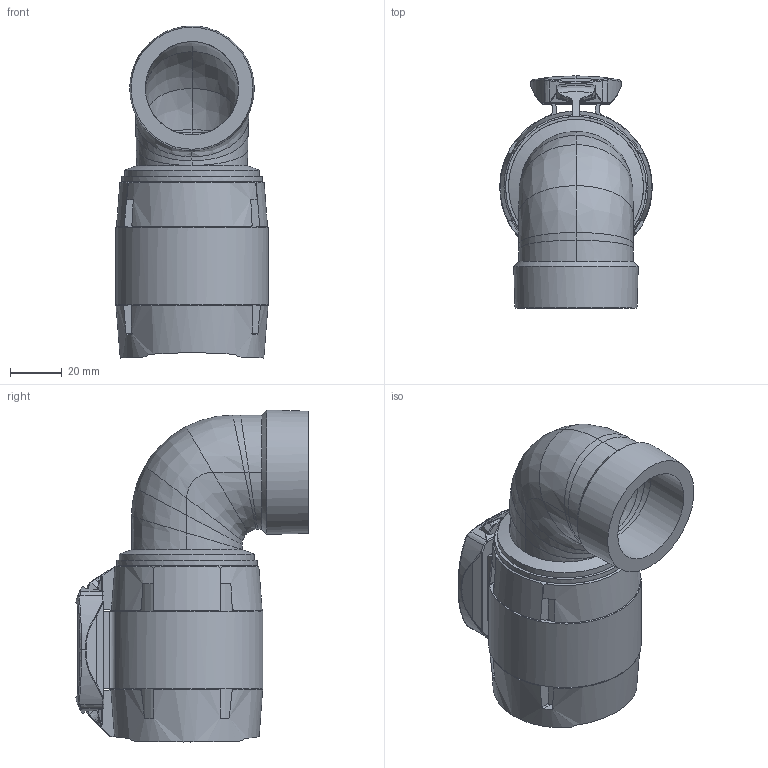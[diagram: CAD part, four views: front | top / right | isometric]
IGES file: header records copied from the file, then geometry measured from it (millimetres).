
Global section: file name: 620505; native system: Autodesk Inventor 2023; preprocessor: unknown; author: JANAN; date: 20250930.152835; units: millimetre
Bounding box: 58.8 x 89.6 x 127.99 mm (x, y, z)
Volume: 129590.6 mm3; surface area: 80018.2 mm2
Topology: 4 solids, 4 shells, 589 faces, 1518 edges, 938 vertices
Faces by surface type: bspline 589
